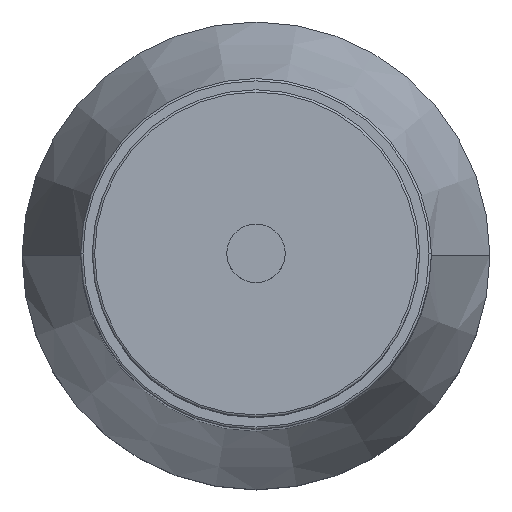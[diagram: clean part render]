
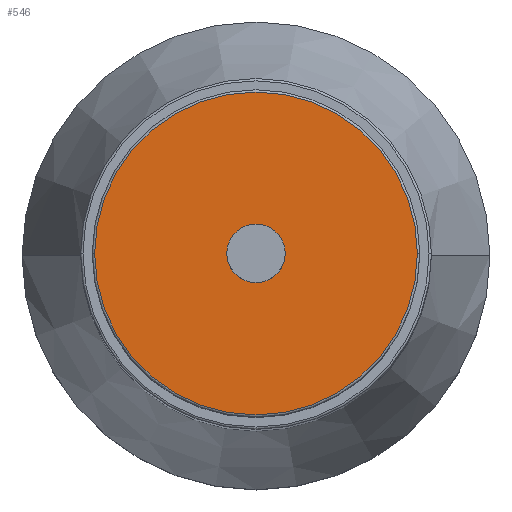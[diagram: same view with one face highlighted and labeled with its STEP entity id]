
A CAD part, top view. The second image highlights one B-rep face of the part: STEP entity #546.
In plain terms, the highlighted planar face has unit normal (0, 0, 1).
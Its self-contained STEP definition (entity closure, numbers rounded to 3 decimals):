
#174=CARTESIAN_POINT('',(0.,0.,128.));
#175=DIRECTION('',(0.,0.,1.));
#176=DIRECTION('',(1.,0.,0.));
#177=AXIS2_PLACEMENT_3D('',#174,#175,#176);
#179=CARTESIAN_POINT('',(0.,0.,128.));
#180=DIRECTION('',(0.,0.,1.));
#181=DIRECTION('',(-1.,0.,0.));
#182=AXIS2_PLACEMENT_3D('',#179,#180,#181);
#184=CARTESIAN_POINT('',(0.,0.,128.));
#185=DIRECTION('',(0.,0.,1.));
#186=DIRECTION('',(-1.,0.,0.));
#187=AXIS2_PLACEMENT_3D('',#184,#185,#186);
#189=CARTESIAN_POINT('',(0.,0.,128.));
#190=DIRECTION('',(0.,0.,1.));
#191=DIRECTION('',(1.,0.,0.));
#192=AXIS2_PLACEMENT_3D('',#189,#190,#191);
#265=CARTESIAN_POINT('',(2.5,0.,128.));
#266=CARTESIAN_POINT('',(-2.5,0.,128.));
#267=VERTEX_POINT('',#265);
#268=VERTEX_POINT('',#266);
#269=CARTESIAN_POINT('',(-13.8,0.,128.));
#270=CARTESIAN_POINT('',(13.8,0.,128.));
#271=VERTEX_POINT('',#269);
#272=VERTEX_POINT('',#270);
#530=CARTESIAN_POINT('',(0.,0.,128.));
#531=DIRECTION('',(0.,0.,1.));
#532=DIRECTION('',(1.,0.,0.));
#533=AXIS2_PLACEMENT_3D('',#530,#531,#532);
#534=PLANE('',#533);
#536=ORIENTED_EDGE('',*,*,#535,.F.);
#537=ORIENTED_EDGE('',*,*,#513,.F.);
#538=EDGE_LOOP('',(#536,#537));
#539=FACE_OUTER_BOUND('',#538,.F.);
#541=ORIENTED_EDGE('',*,*,#540,.T.);
#543=ORIENTED_EDGE('',*,*,#542,.T.);
#544=EDGE_LOOP('',(#541,#543));
#545=FACE_BOUND('',#544,.F.);
#546=ADVANCED_FACE('',(#539,#545),#534,.T.);
#178=CIRCLE('',#177,2.5);
#183=CIRCLE('',#182,2.5);
#188=CIRCLE('',#187,13.8);
#193=CIRCLE('',#192,13.8);
#513=EDGE_CURVE('',#272,#271,#193,.T.);
#535=EDGE_CURVE('',#271,#272,#188,.T.);
#540=EDGE_CURVE('',#267,#268,#178,.T.);
#542=EDGE_CURVE('',#268,#267,#183,.T.);
